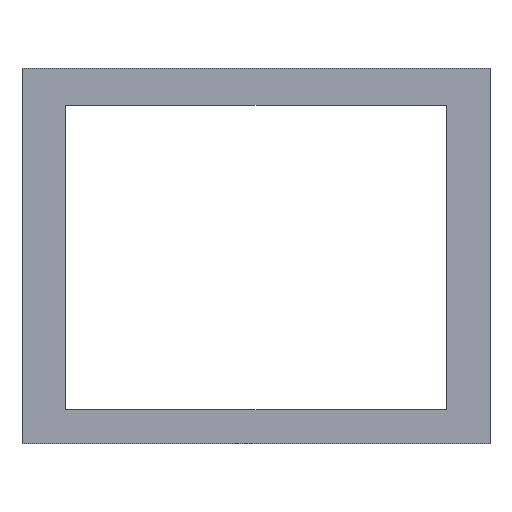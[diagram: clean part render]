
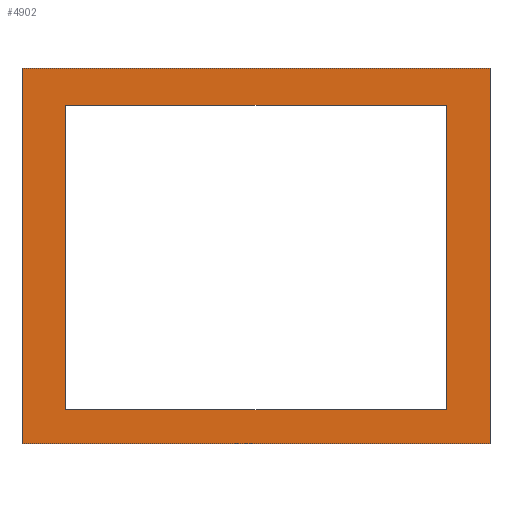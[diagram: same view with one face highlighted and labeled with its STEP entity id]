
A CAD part, front view. The second image highlights one B-rep face of the part: STEP entity #4902.
In plain terms, the highlighted planar face has unit normal (0, -1, 0).
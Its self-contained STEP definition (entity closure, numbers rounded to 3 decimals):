
#468=FACE_BOUND('',#790,.T.);
#505=FACE_OUTER_BOUND('',#789,.T.);
#789=EDGE_LOOP('',(#3275,#3276,#3277,#3278));
#790=EDGE_LOOP('',(#3279,#3280,#3281,#3282));
#1104=LINE('',#6863,#1555);
#1107=LINE('',#6869,#1558);
#1110=LINE('',#6875,#1561);
#1113=LINE('',#6879,#1564);
#1114=LINE('',#6883,#1565);
#1115=LINE('',#6885,#1566);
#1116=LINE('',#6887,#1567);
#1117=LINE('',#6888,#1568);
#1555=VECTOR('',#5596,10.);
#1558=VECTOR('',#5601,10.);
#1561=VECTOR('',#5606,10.);
#1564=VECTOR('',#5611,10.);
#1565=VECTOR('',#5614,10.);
#1566=VECTOR('',#5615,10.);
#1567=VECTOR('',#5616,10.);
#1568=VECTOR('',#5617,10.);
#2006=VERTEX_POINT('',#6860);
#2007=VERTEX_POINT('',#6862);
#2009=VERTEX_POINT('',#6868);
#2011=VERTEX_POINT('',#6874);
#2012=VERTEX_POINT('',#6881);
#2013=VERTEX_POINT('',#6882);
#2014=VERTEX_POINT('',#6884);
#2015=VERTEX_POINT('',#6886);
#2508=EDGE_CURVE('',#2007,#2006,#1104,.T.);
#2511=EDGE_CURVE('',#2009,#2007,#1107,.T.);
#2514=EDGE_CURVE('',#2011,#2009,#1110,.T.);
#2517=EDGE_CURVE('',#2006,#2011,#1113,.T.);
#2518=EDGE_CURVE('',#2012,#2013,#1114,.T.);
#2519=EDGE_CURVE('',#2014,#2012,#1115,.T.);
#2520=EDGE_CURVE('',#2015,#2014,#1116,.T.);
#2521=EDGE_CURVE('',#2013,#2015,#1117,.T.);
#3275=ORIENTED_EDGE('',*,*,#2518,.F.);
#3276=ORIENTED_EDGE('',*,*,#2519,.F.);
#3277=ORIENTED_EDGE('',*,*,#2520,.F.);
#3278=ORIENTED_EDGE('',*,*,#2521,.F.);
#3279=ORIENTED_EDGE('',*,*,#2514,.T.);
#3280=ORIENTED_EDGE('',*,*,#2511,.T.);
#3281=ORIENTED_EDGE('',*,*,#2508,.T.);
#3282=ORIENTED_EDGE('',*,*,#2517,.T.);
#4769=PLANE('',#5188);
#4902=ADVANCED_FACE('',(#505,#468),#4769,.F.);
#5188=AXIS2_PLACEMENT_3D('',#6880,#5612,#5613);
#5596=DIRECTION('',(0.,0.,1.));
#5601=DIRECTION('',(-1.,0.,0.));
#5606=DIRECTION('',(0.,0.,-1.));
#5611=DIRECTION('',(1.,0.,0.));
#5612=DIRECTION('center_axis',(0.,1.,0.));
#5613=DIRECTION('ref_axis',(0.,0.,1.));
#5614=DIRECTION('',(-1.,0.,0.));
#5615=DIRECTION('',(0.,0.,-1.));
#5616=DIRECTION('',(1.,0.,0.));
#5617=DIRECTION('',(0.,0.,1.));
#6860=CARTESIAN_POINT('',(15.,-127.314,90.));
#6862=CARTESIAN_POINT('',(15.,-127.314,10.));
#6863=CARTESIAN_POINT('',(15.,-127.314,54.877));
#6868=CARTESIAN_POINT('',(115.,-127.314,10.));
#6869=CARTESIAN_POINT('',(60.75,-127.314,10.));
#6874=CARTESIAN_POINT('',(115.,-127.314,90.));
#6875=CARTESIAN_POINT('',(115.,-127.314,94.877));
#6879=CARTESIAN_POINT('',(10.75,-127.314,90.));
#6880=CARTESIAN_POINT('Origin',(6.5,-127.314,99.753));
#6881=CARTESIAN_POINT('',(126.5,-127.314,1.033));
#6882=CARTESIAN_POINT('',(3.5,-127.314,1.033));
#6883=CARTESIAN_POINT('',(66.5,-127.314,1.033));
#6884=CARTESIAN_POINT('',(126.5,-127.314,99.753));
#6885=CARTESIAN_POINT('',(126.5,-127.314,76.456));
#6886=CARTESIAN_POINT('',(3.5,-127.314,99.753));
#6887=CARTESIAN_POINT('',(6.5,-127.314,99.753));
#6888=CARTESIAN_POINT('',(3.5,-127.314,76.456));
